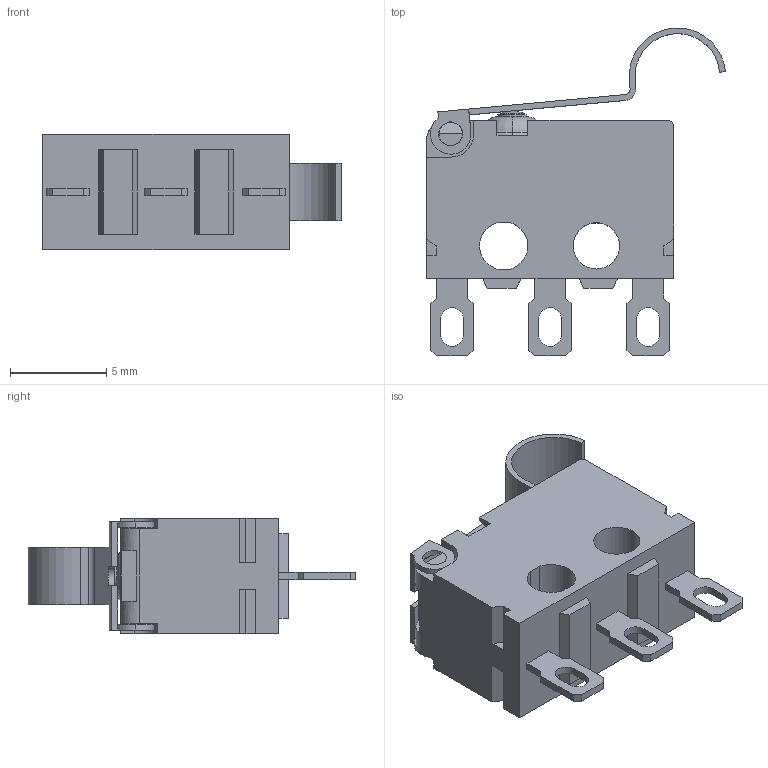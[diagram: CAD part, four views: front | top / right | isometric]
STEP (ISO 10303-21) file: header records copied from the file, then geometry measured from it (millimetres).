
FILE_DESCRIPTION (( 'STEP AP203' ), '1' );
FILE_NAME ('D2FD_2L30_1H.step', '2013-07-18T11:07:47', ( 'OSMC1.0 TAKUMI' ), ( 'TAKUMI-Engniaring' ), 'SwSTEP 2.0', 'SolidWorks 2002025', '' );
FILE_SCHEMA (( 'CONFIG_CONTROL_DESIGN' ));
Length unit declared in the file: millimetre
Products named in the file (4): D2FD_2L30_1H; D2FD_2L30_1H_BUTTON; D2FD_2L30_1H_ACTUATOR; D2FD_2L30_1H_BASE
Assembly tree (3 placements, depth 2):
  D2FD_2L30_1H
    D2FD_2L30_1H_ACTUATOR
    D2FD_2L30_1H_BASE
    D2FD_2L30_1H_BUTTON
Bounding box: 15.49 x 16.99 x 6 mm (x, y, z)
Volume: 585.6 mm3; surface area: 803 mm2
Topology: 3 solids, 3 shells, 167 faces, 438 edges, 289 vertices
Faces by surface type: plane 115, cylinder 42, cone 4, torus 4, sphere 2
Entity records: 5568 total; most frequent: CARTESIAN_POINT 918, DIRECTION 880, ORIENTED_EDGE 876, EDGE_CURVE 438, LINE 330, VECTOR 330, VERTEX_POINT 289, AXIS2_PLACEMENT_3D 275
